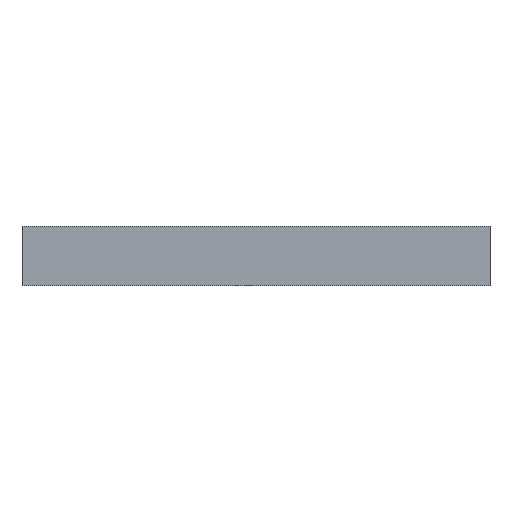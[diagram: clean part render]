
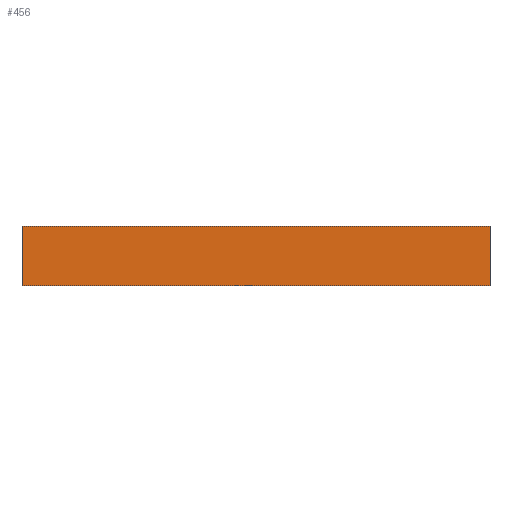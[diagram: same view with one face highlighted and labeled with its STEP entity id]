
A CAD part, front view. The second image highlights one B-rep face of the part: STEP entity #456.
In plain terms, the highlighted planar face has unit normal (0, -1, 0).
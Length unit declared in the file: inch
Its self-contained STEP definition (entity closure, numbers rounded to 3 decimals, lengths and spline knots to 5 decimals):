
#14 = CARTESIAN_POINT ( 'NONE',  ( 0., -3.031, 0.25 ) ) ;
#21 = VECTOR ( 'NONE', #1182, 39.37008 ) ;
#25 = LINE ( 'NONE', #629, #21 ) ;
#32 = DIRECTION ( 'NONE',  ( 1., 0., 0. ) ) ;
#62 = VECTOR ( 'NONE', #677, 39.37008 ) ;
#67 = LINE ( 'NONE', #1354, #62 ) ;
#83 = DIRECTION ( 'NONE',  ( 0., 0., -1. ) ) ;
#175 = VECTOR ( 'NONE', #32, 39.37008 ) ;
#176 = LINE ( 'NONE', #14, #175 ) ;
#199 = VECTOR ( 'NONE', #83, 39.37008 ) ;
#216 = FACE_OUTER_BOUND ( 'NONE', #360, .T. ) ;
#223 = LINE ( 'NONE', #1316, #199 ) ;
#321 = VERTEX_POINT ( 'NONE', #1249 ) ;
#333 = VERTEX_POINT ( 'NONE', #968 ) ;
#360 = EDGE_LOOP ( 'NONE', ( #600, #580, #550, #637 ) ) ;
#364 = VERTEX_POINT ( 'NONE', #1271 ) ;
#368 = CARTESIAN_POINT ( 'NONE',  ( 0.98425, -3.031, 0.25 ) ) ;
#456 = ADVANCED_FACE ( 'NONE', ( #216 ), #1293, .F. ) ;
#476 = EDGE_CURVE ( 'NONE', #604, #333, #223, .T. ) ;
#522 = CARTESIAN_POINT ( 'NONE',  ( 0., -3.031, 0.25 ) ) ;
#527 = EDGE_CURVE ( 'NONE', #321, #604, #176, .T. ) ;
#550 = ORIENTED_EDGE ( 'NONE', *, *, #527, .F. ) ;
#580 = ORIENTED_EDGE ( 'NONE', *, *, #476, .F. ) ;
#600 = ORIENTED_EDGE ( 'NONE', *, *, #969, .T. ) ;
#604 = VERTEX_POINT ( 'NONE', #368 ) ;
#629 = CARTESIAN_POINT ( 'NONE',  ( 0., -3.031, 0. ) ) ;
#637 = ORIENTED_EDGE ( 'NONE', *, *, #942, .T. ) ;
#677 = DIRECTION ( 'NONE',  ( 0., 0., -1. ) ) ;
#911 = AXIS2_PLACEMENT_3D ( 'NONE', #522, #1306, #1307 ) ;
#942 = EDGE_CURVE ( 'NONE', #321, #364, #67, .T. ) ;
#968 = CARTESIAN_POINT ( 'NONE',  ( 0.98425, -3.031, 0. ) ) ;
#969 = EDGE_CURVE ( 'NONE', #364, #333, #25, .T. ) ;
#1182 = DIRECTION ( 'NONE',  ( 1., 0., 0. ) ) ;
#1249 = CARTESIAN_POINT ( 'NONE',  ( -0.98425, -3.031, 0.25 ) ) ;
#1271 = CARTESIAN_POINT ( 'NONE',  ( -0.98425, -3.031, 0. ) ) ;
#1293 = PLANE ( 'NONE',  #911 ) ;
#1306 = DIRECTION ( 'NONE',  ( 0., 1., 0. ) ) ;
#1307 = DIRECTION ( 'NONE',  ( 0., 0., 1. ) ) ;
#1316 = CARTESIAN_POINT ( 'NONE',  ( 0.98425, -3.031, 0.25 ) ) ;
#1354 = CARTESIAN_POINT ( 'NONE',  ( -0.98425, -3.031, 0.25 ) ) ;
